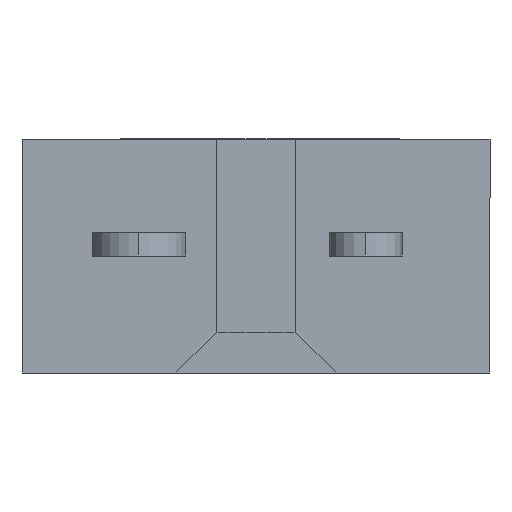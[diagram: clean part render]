
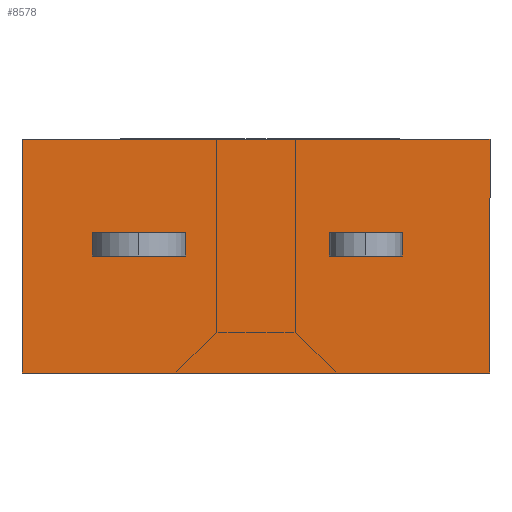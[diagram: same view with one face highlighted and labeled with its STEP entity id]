
A CAD part, front view. The second image highlights one B-rep face of the part: STEP entity #8578.
In plain terms, the highlighted planar face has unit normal (0, -1, 0).
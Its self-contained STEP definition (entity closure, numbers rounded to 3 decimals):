
#50 = VECTOR ( 'NONE', #4165, 1000. ) ;
#75 = DIRECTION ( 'NONE',  ( -1., 0., 0. ) ) ;
#163 = EDGE_LOOP ( 'NONE', ( #9579, #856, #4486, #10922 ) ) ;
#440 = ORIENTED_EDGE ( 'NONE', *, *, #9672, .T. ) ;
#856 = ORIENTED_EDGE ( 'NONE', *, *, #7766, .F. ) ;
#1013 = LINE ( 'NONE', #5639, #2450 ) ;
#1111 = CARTESIAN_POINT ( 'NONE',  ( 8., -973.1, -4. ) ) ;
#1218 = DIRECTION ( 'NONE',  ( 0., 1., 0. ) ) ;
#1265 = DIRECTION ( 'NONE',  ( 1., 0., 0. ) ) ;
#1485 = VERTEX_POINT ( 'NONE', #5433 ) ;
#1901 = DIRECTION ( 'NONE',  ( 0., 0., -1. ) ) ;
#1917 = LINE ( 'NONE', #10165, #8978 ) ;
#2068 = ORIENTED_EDGE ( 'NONE', *, *, #2585, .T. ) ;
#2105 = EDGE_CURVE ( 'NONE', #3967, #9470, #10767, .T. ) ;
#2212 = CARTESIAN_POINT ( 'NONE',  ( -5.6, -973.1, 0. ) ) ;
#2332 = PLANE ( 'NONE',  #10110 ) ;
#2392 = CARTESIAN_POINT ( 'NONE',  ( -8., -973.1, -4. ) ) ;
#2404 = DIRECTION ( 'NONE',  ( 0., 0., 1. ) ) ;
#2450 = VECTOR ( 'NONE', #1901, 1000. ) ;
#2506 = EDGE_CURVE ( 'NONE', #8944, #3624, #8711, .T. ) ;
#2585 = EDGE_CURVE ( 'NONE', #1485, #10290, #6790, .T. ) ;
#2728 = ORIENTED_EDGE ( 'NONE', *, *, #7724, .F. ) ;
#2863 = VERTEX_POINT ( 'NONE', #6357 ) ;
#2899 = ORIENTED_EDGE ( 'NONE', *, *, #7173, .F. ) ;
#3159 = FACE_BOUND ( 'NONE', #9072, .T. ) ;
#3383 = DIRECTION ( 'NONE',  ( 0., 0., 1. ) ) ;
#3389 = EDGE_CURVE ( 'NONE', #11290, #8944, #7598, .T. ) ;
#3412 = VECTOR ( 'NONE', #6493, 1000. ) ;
#3461 = EDGE_CURVE ( 'NONE', #9470, #10290, #11771, .T. ) ;
#3586 = LINE ( 'NONE', #11734, #11622 ) ;
#3624 = VERTEX_POINT ( 'NONE', #9501 ) ;
#3631 = LINE ( 'NONE', #11055, #3821 ) ;
#3821 = VECTOR ( 'NONE', #75, 1000. ) ;
#3945 = VECTOR ( 'NONE', #8959, 1000. ) ;
#3967 = VERTEX_POINT ( 'NONE', #1111 ) ;
#4004 = DIRECTION ( 'NONE',  ( -1., 0., 0. ) ) ;
#4112 = ORIENTED_EDGE ( 'NONE', *, *, #2506, .F. ) ;
#4165 = DIRECTION ( 'NONE',  ( 0., 0., -1. ) ) ;
#4208 = VECTOR ( 'NONE', #3383, 1000. ) ;
#4486 = ORIENTED_EDGE ( 'NONE', *, *, #6382, .F. ) ;
#4837 = DIRECTION ( 'NONE',  ( 1., 0., 0. ) ) ;
#5433 = CARTESIAN_POINT ( 'NONE',  ( 8., -973.1, 4. ) ) ;
#5537 = DIRECTION ( 'NONE',  ( 0., 0., 1. ) ) ;
#5558 = DIRECTION ( 'NONE',  ( -1., 0., 0. ) ) ;
#5639 = CARTESIAN_POINT ( 'NONE',  ( 2.5, -973.1, 0. ) ) ;
#5778 = FACE_BOUND ( 'NONE', #163, .T. ) ;
#6274 = CARTESIAN_POINT ( 'NONE',  ( -2.4, -973.1, 0. ) ) ;
#6311 = LINE ( 'NONE', #10876, #3412 ) ;
#6357 = CARTESIAN_POINT ( 'NONE',  ( 5., -973.1, 0.8 ) ) ;
#6382 = EDGE_CURVE ( 'NONE', #9670, #8723, #1013, .T. ) ;
#6416 = CARTESIAN_POINT ( 'NONE',  ( 2.5, -973.1, 0. ) ) ;
#6424 = CARTESIAN_POINT ( 'NONE',  ( 2.5, -973.1, 0.8 ) ) ;
#6493 = DIRECTION ( 'NONE',  ( 1., 0., 0. ) ) ;
#6634 = CARTESIAN_POINT ( 'NONE',  ( -2.4, -973.1, 0.8 ) ) ;
#6686 = CARTESIAN_POINT ( 'NONE',  ( 5., -973.1, 0. ) ) ;
#6790 = LINE ( 'NONE', #9451, #11110 ) ;
#7173 = EDGE_CURVE ( 'NONE', #8174, #11290, #3586, .T. ) ;
#7598 = LINE ( 'NONE', #6634, #11407 ) ;
#7724 = EDGE_CURVE ( 'NONE', #3624, #8174, #6311, .T. ) ;
#7766 = EDGE_CURVE ( 'NONE', #8723, #9292, #9321, .T. ) ;
#7850 = EDGE_LOOP ( 'NONE', ( #2068, #9678, #8155, #440 ) ) ;
#8155 = ORIENTED_EDGE ( 'NONE', *, *, #2105, .F. ) ;
#8174 = VERTEX_POINT ( 'NONE', #6274 ) ;
#8472 = CARTESIAN_POINT ( 'NONE',  ( -5.6, -973.1, 0.8 ) ) ;
#8578 = ADVANCED_FACE ( 'Defeature ausgef�hrt2_60', ( #5778, #9454, #3159 ), #2332, .F. ) ;
#8711 = LINE ( 'NONE', #2212, #50 ) ;
#8723 = VERTEX_POINT ( 'NONE', #6416 ) ;
#8829 = LINE ( 'NONE', #11580, #4208 ) ;
#8944 = VERTEX_POINT ( 'NONE', #8472 ) ;
#8959 = DIRECTION ( 'NONE',  ( 0., 0., 1. ) ) ;
#8978 = VECTOR ( 'NONE', #5537, 1000. ) ;
#9072 = EDGE_LOOP ( 'NONE', ( #2899, #2728, #4112, #10645 ) ) ;
#9202 = VECTOR ( 'NONE', #11602, 1000. ) ;
#9292 = VERTEX_POINT ( 'NONE', #6686 ) ;
#9321 = LINE ( 'NONE', #11236, #11436 ) ;
#9396 = CARTESIAN_POINT ( 'NONE',  ( -8., -973.1, -4. ) ) ;
#9451 = CARTESIAN_POINT ( 'NONE',  ( -8., -973.1, 4. ) ) ;
#9454 = FACE_OUTER_BOUND ( 'NONE', #7850, .T. ) ;
#9470 = VERTEX_POINT ( 'NONE', #2392 ) ;
#9501 = CARTESIAN_POINT ( 'NONE',  ( -5.6, -973.1, 0. ) ) ;
#9579 = ORIENTED_EDGE ( 'NONE', *, *, #10034, .F. ) ;
#9612 = EDGE_CURVE ( 'NONE', #2863, #9670, #3631, .T. ) ;
#9633 = CARTESIAN_POINT ( 'NONE',  ( -2.4, -973.1, 0.8 ) ) ;
#9670 = VERTEX_POINT ( 'NONE', #6424 ) ;
#9672 = EDGE_CURVE ( 'NONE', #3967, #1485, #1917, .T. ) ;
#9678 = ORIENTED_EDGE ( 'NONE', *, *, #3461, .F. ) ;
#9919 = CARTESIAN_POINT ( 'NONE',  ( -8., -973.1, -4. ) ) ;
#10034 = EDGE_CURVE ( 'NONE', #9292, #2863, #8829, .T. ) ;
#10110 = AXIS2_PLACEMENT_3D ( 'NONE', #9396, #1218, #4837 ) ;
#10165 = CARTESIAN_POINT ( 'NONE',  ( 8., -973.1, -4. ) ) ;
#10290 = VERTEX_POINT ( 'NONE', #10970 ) ;
#10645 = ORIENTED_EDGE ( 'NONE', *, *, #3389, .F. ) ;
#10767 = LINE ( 'NONE', #11666, #9202 ) ;
#10876 = CARTESIAN_POINT ( 'NONE',  ( -2.4, -973.1, 0. ) ) ;
#10922 = ORIENTED_EDGE ( 'NONE', *, *, #9612, .F. ) ;
#10970 = CARTESIAN_POINT ( 'NONE',  ( -8., -973.1, 4. ) ) ;
#11055 = CARTESIAN_POINT ( 'NONE',  ( 5., -973.1, 0.8 ) ) ;
#11110 = VECTOR ( 'NONE', #4004, 1000. ) ;
#11236 = CARTESIAN_POINT ( 'NONE',  ( 5., -973.1, 0. ) ) ;
#11290 = VERTEX_POINT ( 'NONE', #9633 ) ;
#11407 = VECTOR ( 'NONE', #5558, 1000. ) ;
#11436 = VECTOR ( 'NONE', #1265, 1000. ) ;
#11580 = CARTESIAN_POINT ( 'NONE',  ( 5., -973.1, 0. ) ) ;
#11602 = DIRECTION ( 'NONE',  ( -1., 0., 0. ) ) ;
#11622 = VECTOR ( 'NONE', #2404, 1000. ) ;
#11666 = CARTESIAN_POINT ( 'NONE',  ( -8., -973.1, -4. ) ) ;
#11734 = CARTESIAN_POINT ( 'NONE',  ( -2.4, -973.1, 0. ) ) ;
#11771 = LINE ( 'NONE', #9919, #3945 ) ;
